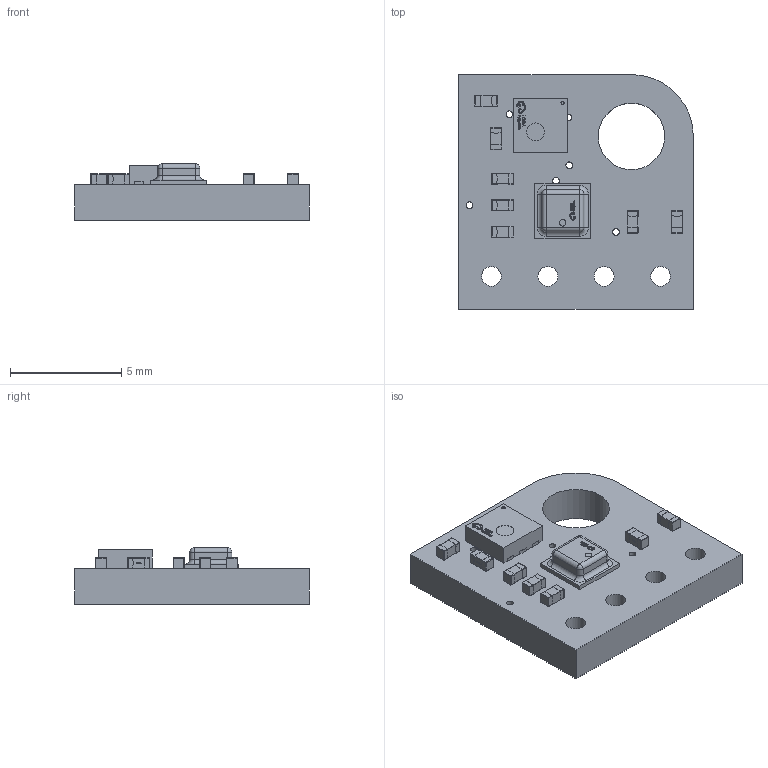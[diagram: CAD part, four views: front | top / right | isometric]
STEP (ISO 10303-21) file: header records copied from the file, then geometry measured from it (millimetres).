
FILE_DESCRIPTION(('Designed by EasyEDA Pro'),'2;1');
FILE_NAME('Open CASCADE Shape Model','2023-10-24T13:55:58',('Author'),( 'Open CASCADE'),'Open CASCADE STEP processor 7.6','Open CASCADE 7.6' ,'Unknown');
FILE_SCHEMA(('AUTOMOTIVE_DESIGN { 1 0 10303 214 1 1 1 1 }'));
Length unit declared in the file: millimetre
Products named in the file (19): PCBModel; COMPOUND; C3; R0402; SOLID; C1; C2; C4; R3; R1; R2; U2; LGA-8_BME280_BL; U1; DFN-6_L2.4-W2.4-P0.80-TL-EP
Assembly tree (23 placements, depth 4):
  PCBModel
    COMPOUND
    C3
      R0402
        SOLID
    C1
      R0402
        SOLID
    C2
      R0402
        SOLID
    C4
      R0402
        SOLID
    R3
      R0402
        SOLID
    R1
      R0402
        SOLID
    R2
      R0402
        SOLID
    U2
      LGA-8_BME280_BL
        SOLID
    U1
      DFN-6_L2.4-W2.4-P0.80-TL-EP
        SOLID
Bounding box: 10.57 x 10.57 x 2.54 mm (x, y, z)
Volume: 170.7 mm3; surface area: 366 mm2
Topology: 10 solids, 10 shells, 3104 faces, 8277 edges, 5360 vertices
Faces by surface type: plane 1723, bspline 966, cylinder 351, sphere 60, torus 4
Full cylindrical faces by diameter (mm): 0.305 x7, 0.889 x4, 3 x1
Entity records: 58099 total; most frequent: CARTESIAN_POINT 15959, ORIENTED_EDGE 7428, DIRECTION 4880, EDGE_CURVE 3714, LINE 2498, VECTOR 2498, VERTEX_POINT 2438, FACE_BOUND 1532
